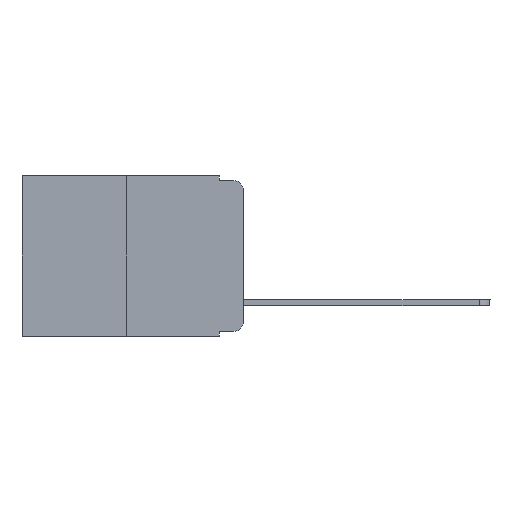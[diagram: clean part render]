
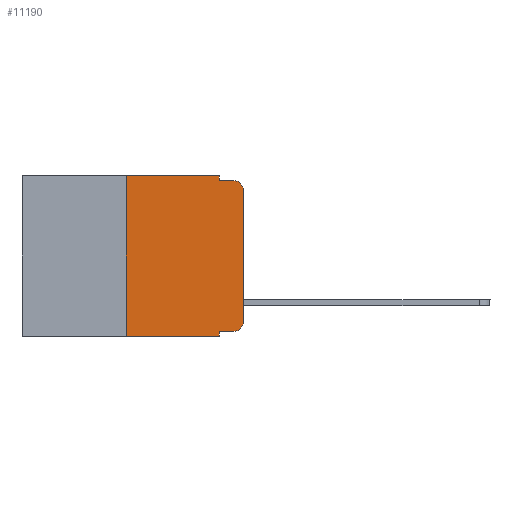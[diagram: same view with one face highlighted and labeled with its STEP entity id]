
A CAD part, left-side view. The second image highlights one B-rep face of the part: STEP entity #11190.
In plain terms, the highlighted planar face has unit normal (-1, 0, 0).
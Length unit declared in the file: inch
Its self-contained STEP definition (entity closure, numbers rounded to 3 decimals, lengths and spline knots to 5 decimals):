
#116 = CARTESIAN_POINT ( 'NONE',  ( 0., 0.02, -0.01 ) ) ;
#228 = ORIENTED_EDGE ( 'NONE', *, *, #6636, .F. ) ;
#234 = CARTESIAN_POINT ( 'NONE',  ( 0., 0.25, -0.343 ) ) ;
#318 = EDGE_CURVE ( 'NONE', #13733, #10443, #4736, .T. ) ;
#664 = CARTESIAN_POINT ( 'NONE',  ( 0., 0.02, -0.333 ) ) ;
#975 = DIRECTION ( 'NONE',  ( 0., 0., -1. ) ) ;
#1087 = CARTESIAN_POINT ( 'NONE',  ( 0., 0.473, -0.343 ) ) ;
#1194 = VECTOR ( 'NONE', #10819, 39.37008 ) ;
#1225 = VERTEX_POINT ( 'NONE', #12475 ) ;
#1333 = AXIS2_PLACEMENT_3D ( 'NONE', #11270, #5618, #2982 ) ;
#1790 = ORIENTED_EDGE ( 'NONE', *, *, #9236, .F. ) ;
#1807 = ORIENTED_EDGE ( 'NONE', *, *, #6115, .F. ) ;
#1872 = CARTESIAN_POINT ( 'NONE',  ( 0., 0.02, -0.03 ) ) ;
#2074 = DIRECTION ( 'NONE',  ( 0., 0., -1. ) ) ;
#2206 = PLANE ( 'NONE',  #1333 ) ;
#2269 = AXIS2_PLACEMENT_3D ( 'NONE', #6303, #6381, #2074 ) ;
#2303 = LINE ( 'NONE', #3704, #3860 ) ;
#2420 = EDGE_CURVE ( 'NONE', #12140, #13553, #2303, .T. ) ;
#2569 = DIRECTION ( 'NONE',  ( 0., -1., 0. ) ) ;
#2951 = DIRECTION ( 'NONE',  ( 0., 0., -1. ) ) ;
#2982 = DIRECTION ( 'NONE',  ( 0., 0., -1. ) ) ;
#3443 = VERTEX_POINT ( 'NONE', #116 ) ;
#3499 = EDGE_CURVE ( 'NONE', #12140, #9534, #11275, .T. ) ;
#3636 = LINE ( 'NONE', #8174, #6633 ) ;
#3704 = CARTESIAN_POINT ( 'NONE',  ( 0., 0.25, 0. ) ) ;
#3860 = VECTOR ( 'NONE', #13814, 39.37008 ) ;
#3912 = VECTOR ( 'NONE', #2569, 39.37008 ) ;
#3919 = LINE ( 'NONE', #4978, #11151 ) ;
#3947 = VECTOR ( 'NONE', #13789, 39.37008 ) ;
#3978 = LINE ( 'NONE', #6424, #1194 ) ;
#4187 = VERTEX_POINT ( 'NONE', #13320 ) ;
#4223 = DIRECTION ( 'NONE',  ( 0., -1., 0. ) ) ;
#4553 = VERTEX_POINT ( 'NONE', #664 ) ;
#4661 = FACE_OUTER_BOUND ( 'NONE', #8666, .T. ) ;
#4736 = LINE ( 'NONE', #7995, #3947 ) ;
#4763 = DIRECTION ( 'NONE',  ( 0., 0., -1. ) ) ;
#4900 = DIRECTION ( 'NONE',  ( 0., -1., 0. ) ) ;
#4926 = ORIENTED_EDGE ( 'NONE', *, *, #2420, .F. ) ;
#4978 = CARTESIAN_POINT ( 'NONE',  ( 0., 0.051, 0. ) ) ;
#5166 = VERTEX_POINT ( 'NONE', #5701 ) ;
#5330 = LINE ( 'NONE', #6440, #5444 ) ;
#5444 = VECTOR ( 'NONE', #4223, 39.37008 ) ;
#5618 = DIRECTION ( 'NONE',  ( 1., 0., 0. ) ) ;
#5701 = CARTESIAN_POINT ( 'NONE',  ( 0., 0.051, -0.01 ) ) ;
#5812 = CARTESIAN_POINT ( 'NONE',  ( 0., 0., -0.03 ) ) ;
#6038 = EDGE_CURVE ( 'NONE', #1225, #5166, #3919, .T. ) ;
#6115 = EDGE_CURVE ( 'NONE', #5166, #3443, #3636, .T. ) ;
#6297 = EDGE_CURVE ( 'NONE', #4187, #4553, #5330, .T. ) ;
#6303 = CARTESIAN_POINT ( 'NONE',  ( 0., 0.02, -0.313 ) ) ;
#6381 = DIRECTION ( 'NONE',  ( -1., 0., 0. ) ) ;
#6424 = CARTESIAN_POINT ( 'NONE',  ( 0., 0.473, 0. ) ) ;
#6440 = CARTESIAN_POINT ( 'NONE',  ( 0., 0.051, -0.333 ) ) ;
#6633 = VECTOR ( 'NONE', #4900, 39.37008 ) ;
#6636 = EDGE_CURVE ( 'NONE', #13553, #1225, #3978, .T. ) ;
#6758 = ORIENTED_EDGE ( 'NONE', *, *, #6038, .F. ) ;
#7142 = ORIENTED_EDGE ( 'NONE', *, *, #318, .T. ) ;
#7153 = ORIENTED_EDGE ( 'NONE', *, *, #11879, .T. ) ;
#7995 = CARTESIAN_POINT ( 'NONE',  ( 0., 0., 0. ) ) ;
#8174 = CARTESIAN_POINT ( 'NONE',  ( 0., 0.051, -0.01 ) ) ;
#8476 = CARTESIAN_POINT ( 'NONE',  ( 0., 0.25, 0. ) ) ;
#8666 = EDGE_LOOP ( 'NONE', ( #7142, #7153, #1807, #6758, #228, #4926, #13155, #1790, #13519, #12643 ) ) ;
#9165 = CIRCLE ( 'NONE', #2269, 0.02 ) ;
#9236 = EDGE_CURVE ( 'NONE', #4187, #9534, #14184, .T. ) ;
#9333 = EDGE_CURVE ( 'NONE', #4553, #13733, #9165, .T. ) ;
#9534 = VERTEX_POINT ( 'NONE', #13807 ) ;
#9662 = CARTESIAN_POINT ( 'NONE',  ( 0., 0.051, 0. ) ) ;
#10443 = VERTEX_POINT ( 'NONE', #5812 ) ;
#10819 = DIRECTION ( 'NONE',  ( 0., -1., 0. ) ) ;
#11001 = CARTESIAN_POINT ( 'NONE',  ( 0., 0., -0.313 ) ) ;
#11151 = VECTOR ( 'NONE', #4763, 39.37008 ) ;
#11163 = DIRECTION ( 'NONE',  ( -1., 0., 0. ) ) ;
#11190 = ADVANCED_FACE ( 'NONE', ( #4661 ), #2206, .F. ) ;
#11270 = CARTESIAN_POINT ( 'NONE',  ( 0., 0.473, 0. ) ) ;
#11275 = LINE ( 'NONE', #1087, #3912 ) ;
#11332 = CIRCLE ( 'NONE', #13700, 0.02 ) ;
#11538 = VECTOR ( 'NONE', #2951, 39.37008 ) ;
#11879 = EDGE_CURVE ( 'NONE', #10443, #3443, #11332, .T. ) ;
#12140 = VERTEX_POINT ( 'NONE', #234 ) ;
#12475 = CARTESIAN_POINT ( 'NONE',  ( 0., 0.051, 0. ) ) ;
#12643 = ORIENTED_EDGE ( 'NONE', *, *, #9333, .T. ) ;
#13155 = ORIENTED_EDGE ( 'NONE', *, *, #3499, .T. ) ;
#13320 = CARTESIAN_POINT ( 'NONE',  ( 0., 0.051, -0.333 ) ) ;
#13519 = ORIENTED_EDGE ( 'NONE', *, *, #6297, .T. ) ;
#13553 = VERTEX_POINT ( 'NONE', #8476 ) ;
#13700 = AXIS2_PLACEMENT_3D ( 'NONE', #1872, #11163, #975 ) ;
#13733 = VERTEX_POINT ( 'NONE', #11001 ) ;
#13789 = DIRECTION ( 'NONE',  ( 0., 0., 1. ) ) ;
#13807 = CARTESIAN_POINT ( 'NONE',  ( 0., 0.051, -0.343 ) ) ;
#13814 = DIRECTION ( 'NONE',  ( 0., 0., 1. ) ) ;
#14184 = LINE ( 'NONE', #9662, #11538 ) ;
